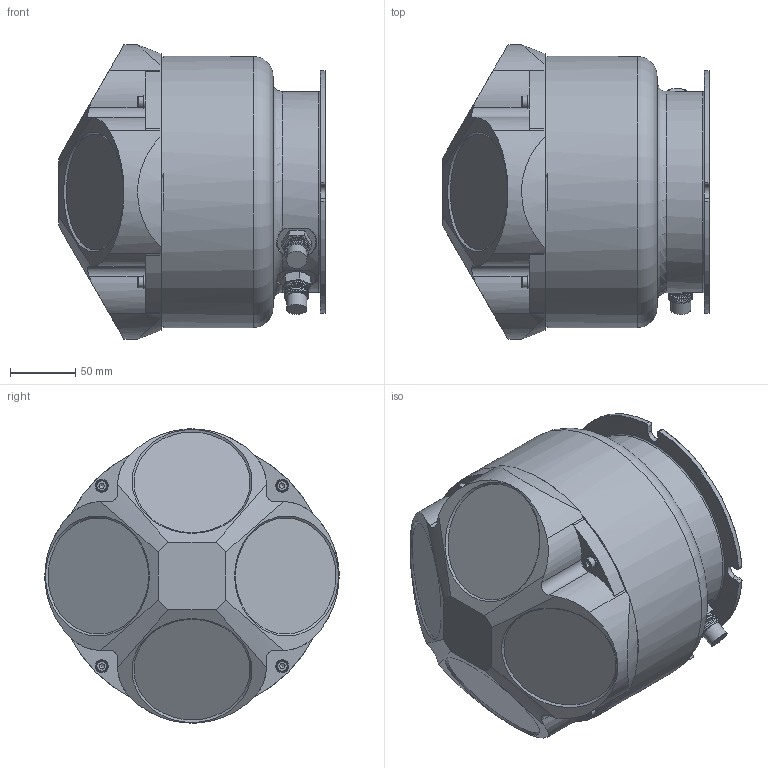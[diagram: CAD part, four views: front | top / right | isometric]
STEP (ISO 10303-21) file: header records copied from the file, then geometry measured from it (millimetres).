
FILE_DESCRIPTION(/* description */ (''),/* implementation_level */ '2;1');
FILE_NAME(/* name */ '8275-000-6531.stp',/* time_stamp */ '2019-08-14T10:26:24+01:00',/* author */ ('db'),/* organization */ (''),/* preprocessor_version */ 'ST-DEVELOPER v17.2',/* originating_system */ 'Autodesk Inventor 2019',/* authorisation */ '');
FILE_SCHEMA (('AUTOMOTIVE_DESIGN { 1 0 10303 214 3 1 1 }'));
Length unit declared in the file: millimetre
Products named in the file (1): 8275-000-6531 6K Solid shrink
Bounding box: 204 x 225 x 225 mm (x, y, z)
Volume: 5539668.5 mm3; surface area: 200061.5 mm2
Topology: 1 solids, 1 shells, 350 faces, 938 edges, 622 vertices
Faces by surface type: plane 131, cylinder 122, cone 81, torus 12, bspline 4
Full cylindrical faces by diameter (mm): 4.917 x8, 6 x3, 6.2 x8, 8.5 x4, 10 x4, 15.5 x2, 17.526 x6, 18.796 x6, 23 x1, 154 x1, 208 x1
Entity records: 12839 total; most frequent: CARTESIAN_POINT 4142, ORIENTED_EDGE 1852, DIRECTION 1837, EDGE_CURVE 926, AXIS2_PLACEMENT_3D 752, VERTEX_POINT 622, EDGE_LOOP 394, CIRCLE 393
